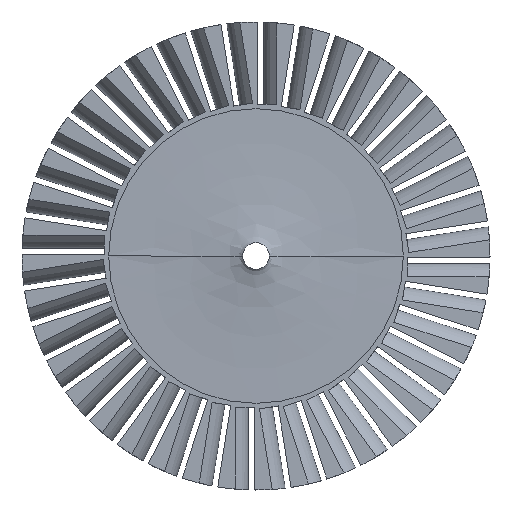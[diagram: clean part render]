
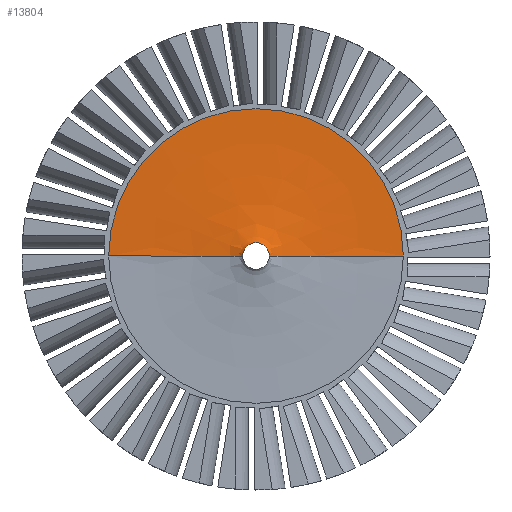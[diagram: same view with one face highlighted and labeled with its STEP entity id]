
A CAD part, front view. The second image highlights one B-rep face of the part: STEP entity #13804.
In plain terms, the highlighted free-form (B-spline) face has degree [3, 3] with [4, 4] control points.
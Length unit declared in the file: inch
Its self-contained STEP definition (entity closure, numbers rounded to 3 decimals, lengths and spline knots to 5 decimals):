
#209 = CARTESIAN_POINT ( 'NONE',  ( 1.02406, -0.3125, 2.04812 ) ) ;
#284 = CARTESIAN_POINT ( 'NONE',  ( -0.19685, -0.5, 0. ) ) ;
#487 = AXIS2_PLACEMENT_3D ( 'NONE', #7941, #834, #5343 ) ;
#816 = CARTESIAN_POINT ( 'NONE',  ( 2.1875, -0.3125, 0. ) ) ;
#834 = DIRECTION ( 'NONE',  ( 0., -1., 0. ) ) ;
#1166 = CARTESIAN_POINT ( 'NONE',  ( -0.19685, -0.5, 0.3937 ) ) ;
#1221 = EDGE_CURVE ( 'NONE', #3685, #5654, #2837, .T. ) ;
#1378 = CARTESIAN_POINT ( 'NONE',  ( 0.19685, -0.5, 0.3937 ) ) ;
#1583 = CARTESIAN_POINT ( 'NONE',  ( 0.26376, -0.38411, 0. ) ) ;
#2272 = CARTESIAN_POINT ( 'NONE',  ( -1.02406, -0.3125, 0. ) ) ;
#2837 =( BOUNDED_CURVE ( )  B_SPLINE_CURVE ( 3, ( #12130, #8927, #13465, #6322 ),
 .UNSPECIFIED., .F., .T. ) 
 B_SPLINE_CURVE_WITH_KNOTS ( ( 4, 4 ),
 ( 4.97382, 6.23012 ),
 .UNSPECIFIED. ) 
 CURVE ( )  GEOMETRIC_REPRESENTATION_ITEM ( )  RATIONAL_B_SPLINE_CURVE ( ( 1., 0.873, 0.873, 1. ) ) 
 REPRESENTATION_ITEM ( '' )  );
#2903 = CARTESIAN_POINT ( 'NONE',  ( 1.02406, -0.3125, 0. ) ) ;
#3074 = AXIS2_PLACEMENT_3D ( 'NONE', #9624, #8444, #6141 ) ;
#3118 =( BOUNDED_CURVE ( )  B_SPLINE_CURVE ( 3, ( #13914, #2903, #1583, #6177 ),
 .UNSPECIFIED., .F., .T. ) 
 B_SPLINE_CURVE_WITH_KNOTS ( ( 4, 4 ),
 ( 4.97382, 6.23012 ),
 .UNSPECIFIED. ) 
 CURVE ( )  GEOMETRIC_REPRESENTATION_ITEM ( )  RATIONAL_B_SPLINE_CURVE ( ( 1., 0.873, 0.873, 1. ) ) 
 REPRESENTATION_ITEM ( '' )  );
#3668 = CARTESIAN_POINT ( 'NONE',  ( -2.1875, -0.3125, 0. ) ) ;
#3685 = VERTEX_POINT ( 'NONE', #7954 ) ;
#4570 = CARTESIAN_POINT ( 'NONE',  ( 2.1875, -0.3125, 4.375 ) ) ;
#4783 = ORIENTED_EDGE ( 'NONE', *, *, #11907, .T. ) ;
#5343 = DIRECTION ( 'NONE',  ( 1., 0., 0. ) ) ;
#5654 = VERTEX_POINT ( 'NONE', #11393 ) ;
#6141 = DIRECTION ( 'NONE',  ( 1., 0., 0. ) ) ;
#6177 = CARTESIAN_POINT ( 'NONE',  ( 0.19685, -0.5, 0. ) ) ;
#6322 = CARTESIAN_POINT ( 'NONE',  ( -0.19685, -0.5, 0. ) ) ;
#6345 = EDGE_CURVE ( 'NONE', #11233, #5654, #13766, .T. ) ;
#6497 = VERTEX_POINT ( 'NONE', #816 ) ;
#6796 = CARTESIAN_POINT ( 'NONE',  ( -0.26376, -0.38411, 0.52752 ) ) ;
#6886 = CIRCLE ( 'NONE', #3074, 2.1875 ) ;
#7023 = CARTESIAN_POINT ( 'NONE',  ( -0.26376, -0.38411, 0. ) ) ;
#7093 = CARTESIAN_POINT ( 'NONE',  ( 0.26376, -0.38411, 0.52752 ) ) ;
#7844 = CARTESIAN_POINT ( 'NONE',  ( 0.19685, -0.5, 0. ) ) ;
#7941 = CARTESIAN_POINT ( 'NONE',  ( 0., -0.5, 0. ) ) ;
#7954 = CARTESIAN_POINT ( 'NONE',  ( -2.1875, -0.3125, 0. ) ) ;
#8205 = CARTESIAN_POINT ( 'NONE',  ( -1.02406, -0.3125, 2.04812 ) ) ;
#8390 = ORIENTED_EDGE ( 'NONE', *, *, #14098, .F. ) ;
#8444 = DIRECTION ( 'NONE',  ( 0., -1., 0. ) ) ;
#8927 = CARTESIAN_POINT ( 'NONE',  ( -1.02406, -0.3125, 0. ) ) ;
#9197 = ORIENTED_EDGE ( 'NONE', *, *, #6345, .F. ) ;
#9246 = CARTESIAN_POINT ( 'NONE',  ( 0.19685, -0.5, 0. ) ) ;
#9320 = FACE_OUTER_BOUND ( 'NONE', #12049, .T. ) ;
#9624 = CARTESIAN_POINT ( 'NONE',  ( 0., -0.3125, 0. ) ) ;
#10354 = CARTESIAN_POINT ( 'NONE',  ( 1.02406, -0.3125, 0. ) ) ;
#11233 = VERTEX_POINT ( 'NONE', #7844 ) ;
#11315 = CARTESIAN_POINT ( 'NONE',  ( -2.1875, -0.3125, 4.375 ) ) ;
#11393 = CARTESIAN_POINT ( 'NONE',  ( -0.19685, -0.5, 0. ) ) ;
#11398 = CARTESIAN_POINT ( 'NONE',  ( 0.26376, -0.38411, 0. ) ) ;
#11672 =( BOUNDED_SURFACE ( )  B_SPLINE_SURFACE ( 3, 3, ( 
 ( #13857, #4570, #11315, #3668 ),
 ( #10354, #209, #8205, #2272 ),
 ( #11398, #7093, #6796, #7023 ),
 ( #9246, #1378, #1166, #284 ) ),
 .UNSPECIFIED., .F., .F., .F. ) 
 B_SPLINE_SURFACE_WITH_KNOTS ( ( 4, 4 ),
 ( 4, 4 ),
 ( 0., 1. ),
 ( 0., 1. ),
 .UNSPECIFIED. ) 
 GEOMETRIC_REPRESENTATION_ITEM ( )  RATIONAL_B_SPLINE_SURFACE ( (
 ( 1., 0.333, 0.333, 1.),
 ( 0.873, 0.291, 0.291, 0.873),
 ( 0.873, 0.291, 0.291, 0.873),
 ( 1., 0.333, 0.333, 1.) ) ) 
 REPRESENTATION_ITEM ( '' )  SURFACE ( )  );
#11907 = EDGE_CURVE ( 'NONE', #6497, #3685, #6886, .T. ) ;
#12049 = EDGE_LOOP ( 'NONE', ( #4783, #13902, #9197, #8390 ) ) ;
#12130 = CARTESIAN_POINT ( 'NONE',  ( -2.1875, -0.3125, 0. ) ) ;
#13465 = CARTESIAN_POINT ( 'NONE',  ( -0.26376, -0.38411, 0. ) ) ;
#13766 = CIRCLE ( 'NONE', #487, 0.19685 ) ;
#13804 = ADVANCED_FACE ( 'NONE', ( #9320 ), #11672, .F. ) ;
#13857 = CARTESIAN_POINT ( 'NONE',  ( 2.1875, -0.3125, 0. ) ) ;
#13902 = ORIENTED_EDGE ( 'NONE', *, *, #1221, .T. ) ;
#13914 = CARTESIAN_POINT ( 'NONE',  ( 2.1875, -0.3125, 0. ) ) ;
#14098 = EDGE_CURVE ( 'NONE', #6497, #11233, #3118, .T. ) ;
